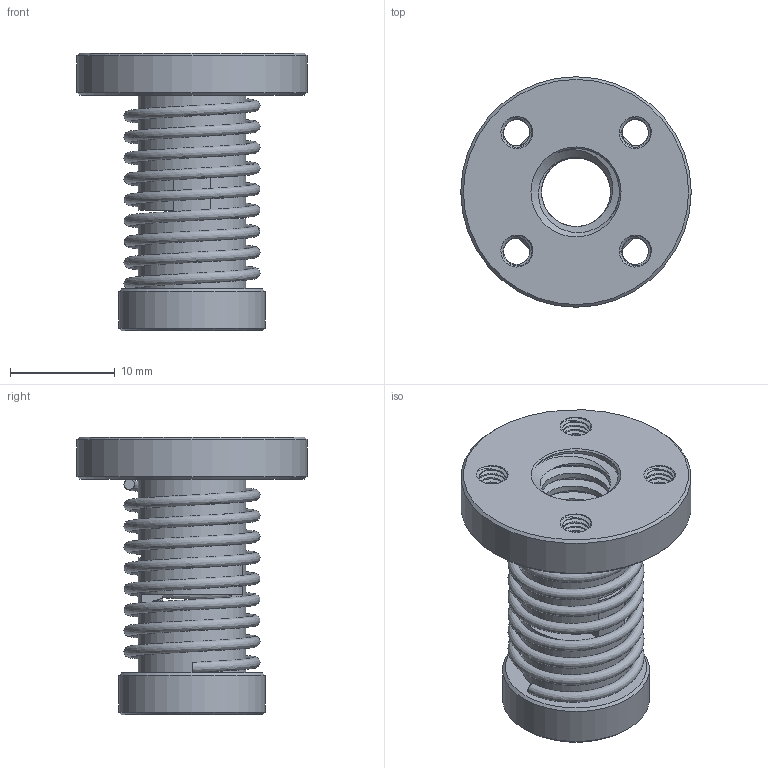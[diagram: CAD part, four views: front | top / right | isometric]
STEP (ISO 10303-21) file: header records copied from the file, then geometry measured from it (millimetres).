
FILE_DESCRIPTION(/* description */ (''),/* implementation_level */ '2;1');
FILE_NAME(/* name */ 't8 preload nut.step',/* time_stamp */ '2022-05-21T12:30:12+02:00',/* author */ (''),/* organization */ (''),/* preprocessor_version */ 'ST-DEVELOPER v18.1',/* originating_system */ 'Autodesk Translation Framework v10.14.0.1471',/* authorisation */ '');
FILE_SCHEMA (('AUTOMOTIVE_DESIGN { 1 0 10303 214 3 1 1 }'));
Length unit declared in the file: millimetre
Products named in the file (1): t8 preload nut
Bounding box: 22 x 22 x 26.5 mm (x, y, z)
Volume: 2635.6 mm3; surface area: 4243.8 mm2
Topology: 3 solids, 3 shells, 206 faces, 594 edges, 394 vertices
Faces by surface type: cylinder 128, bspline 33, cone 23, plane 22
Full cylindrical faces by diameter (mm): 2.529 x12, 3.086 x8, 6.595 x6, 8.3 x9, 10.3 x2, 14 x1, 22 x1
Entity records: 16493 total; most frequent: CARTESIAN_POINT 11711, ORIENTED_EDGE 1188, DIRECTION 677, EDGE_CURVE 594, VERTEX_POINT 394, B_SPLINE_CURVE_WITH_KNOTS 338, AXIS2_PLACEMENT_3D 247, EDGE_LOOP 218
